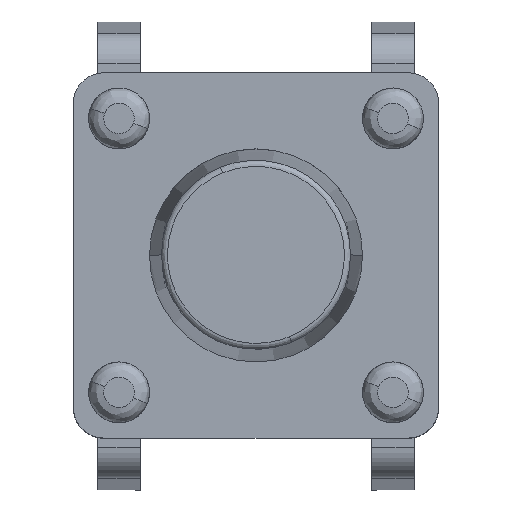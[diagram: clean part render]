
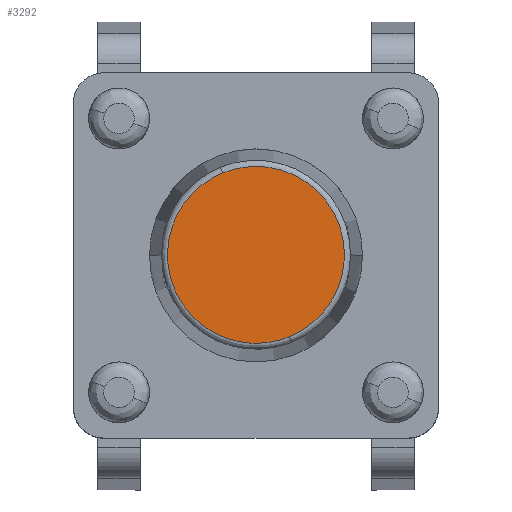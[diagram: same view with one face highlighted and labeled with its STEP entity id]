
A CAD part, top view. The second image highlights one B-rep face of the part: STEP entity #3292.
In plain terms, the highlighted planar face has unit normal (0, 0, 1).
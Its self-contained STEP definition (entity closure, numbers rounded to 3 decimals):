
#85 = CARTESIAN_POINT ( 'NONE',  ( -1.463, 0.08, 9.5 ) ) ;
#253 = CARTESIAN_POINT ( 'NONE',  ( 0.696, -1.275, 9.5 ) ) ;
#274 = EDGE_CURVE ( 'NONE', #3408, #2942, #3968, .T. ) ;
#474 = CARTESIAN_POINT ( 'NONE',  ( -1.293, 0.674, 9.5 ) ) ;
#532 = VERTEX_POINT ( 'NONE', #2025 ) ;
#562 = CARTESIAN_POINT ( 'NONE',  ( -0.448, -1.385, 9.5 ) ) ;
#649 = CARTESIAN_POINT ( 'NONE',  ( 0.547, -1.346, 9.5 ) ) ;
#702 = CARTESIAN_POINT ( 'NONE',  ( 0.547, -1.346, 9.5 ) ) ;
#727 = ORIENTED_EDGE ( 'NONE', *, *, #274, .F. ) ;
#878 = CARTESIAN_POINT ( 'NONE',  ( -1.163, 0.872, 9.5 ) ) ;
#958 = B_SPLINE_CURVE_WITH_KNOTS ( 'NONE', 3,
 ( #1612, #2769, #2795, #2071, #878, #2428, #474, #2038, #3102, #85, #4761, #2361, #3898, #4812, #3224, #1738, #3715, #4786, #3280, #1769, #3331, #562, #2950, #1324, #1710, #4460, #979, #4018, #1684, #3660, #4512 ),
 .UNSPECIFIED., .F., .F.,
 ( 4, 2, 2, 1, 2, 2, 2, 2, 2, 2, 1, 2, 2, 1, 2, 2, 4 ),
 ( 0., 0.12, 0.15, 0.18, 0.241, 0.361, 0.421, 0.481, 0.601, 0.632, 0.662, 0.722, 0.782, 0.842, 0.872, 0.902, 0.962 ),
 .UNSPECIFIED. ) ;
#979 = CARTESIAN_POINT ( 'NONE',  ( 0.212, -1.438, 9.5 ) ) ;
#1127 = CARTESIAN_POINT ( 'NONE',  ( -0.547, 1.346, 9.5 ) ) ;
#1244 =( BOUNDED_CURVE ( )  B_SPLINE_CURVE ( 3, ( #3051, #3870, #4610, #1127 ),
 .UNSPECIFIED., .F., .T. ) 
 B_SPLINE_CURVE_WITH_KNOTS ( ( 4, 4 ),
 ( 0., 0.036 ),
 .UNSPECIFIED. ) 
 CURVE ( )  GEOMETRIC_REPRESENTATION_ITEM ( )  RATIONAL_B_SPLINE_CURVE ( ( 1., 0.999, 0.999, 1. ) ) 
 REPRESENTATION_ITEM ( '' )  );
#1297 = CARTESIAN_POINT ( 'NONE',  ( -0.547, 1.346, 9.5 ) ) ;
#1324 = CARTESIAN_POINT ( 'NONE',  ( -0.168, -1.446, 9.5 ) ) ;
#1417 = AXIS2_PLACEMENT_3D ( 'NONE', #3811, #4966, #4849 ) ;
#1612 = CARTESIAN_POINT ( 'NONE',  ( -0.696, 1.275, 9.5 ) ) ;
#1684 = CARTESIAN_POINT ( 'NONE',  ( 0.382, -1.404, 9.5 ) ) ;
#1710 = CARTESIAN_POINT ( 'NONE',  ( -0.027, -1.458, 9.5 ) ) ;
#1738 = CARTESIAN_POINT ( 'NONE',  ( -1.133, -0.926, 9.5 ) ) ;
#1769 = CARTESIAN_POINT ( 'NONE',  ( -0.751, -1.25, 9.5 ) ) ;
#2025 = CARTESIAN_POINT ( 'NONE',  ( -0.696, 1.275, 9.5 ) ) ;
#2038 = CARTESIAN_POINT ( 'NONE',  ( -1.35, 0.543, 9.5 ) ) ;
#2071 = CARTESIAN_POINT ( 'NONE',  ( -1.132, 0.911, 9.5 ) ) ;
#2105 = FACE_OUTER_BOUND ( 'NONE', #2767, .T. ) ;
#2193 = ORIENTED_EDGE ( 'NONE', *, *, #4695, .T. ) ;
#2296 = ORIENTED_EDGE ( 'NONE', *, *, #4879, .T. ) ;
#2361 = CARTESIAN_POINT ( 'NONE',  ( -1.426, -0.292, 9.5 ) ) ;
#2365 = EDGE_CURVE ( 'NONE', #532, #3408, #1244, .T. ) ;
#2428 = CARTESIAN_POINT ( 'NONE',  ( -1.218, 0.794, 9.5 ) ) ;
#2522 = CARTESIAN_POINT ( 'NONE',  ( 0.696, -1.275, 9.5 ) ) ;
#2665 = CARTESIAN_POINT ( 'NONE',  ( 0.647, -1.301, 9.5 ) ) ;
#2767 = EDGE_LOOP ( 'NONE', ( #4704, #2296, #2193, #727 ) ) ;
#2769 = CARTESIAN_POINT ( 'NONE',  ( -0.852, 1.19, 9.5 ) ) ;
#2795 = CARTESIAN_POINT ( 'NONE',  ( -0.988, 1.08, 9.5 ) ) ;
#2858 = CARTESIAN_POINT ( 'NONE',  ( 2.981, -0.027, 9.5 ) ) ;
#2876 = PLANE ( 'NONE',  #1417 ) ;
#2934 = VERTEX_POINT ( 'NONE', #649 ) ;
#2942 = VERTEX_POINT ( 'NONE', #253 ) ;
#2950 = CARTESIAN_POINT ( 'NONE',  ( -0.355, -1.412, 9.5 ) ) ;
#3051 = CARTESIAN_POINT ( 'NONE',  ( -0.696, 1.275, 9.5 ) ) ;
#3082 = CARTESIAN_POINT ( 'NONE',  ( 0.696, -1.275, 9.5 ) ) ;
#3102 = CARTESIAN_POINT ( 'NONE',  ( -1.44, 0.269, 9.5 ) ) ;
#3224 = CARTESIAN_POINT ( 'NONE',  ( -1.237, -0.782, 9.5 ) ) ;
#3240 = CARTESIAN_POINT ( 'NONE',  ( -0.547, 1.346, 9.5 ) ) ;
#3280 = CARTESIAN_POINT ( 'NONE',  ( -0.867, -1.166, 9.5 ) ) ;
#3292 = ADVANCED_FACE ( 'Body.6', ( #2105 ), #2876, .T. ) ;
#3331 = CARTESIAN_POINT ( 'NONE',  ( -0.625, -1.315, 9.5 ) ) ;
#3408 = VERTEX_POINT ( 'NONE', #1297 ) ;
#3547 = B_SPLINE_CURVE_WITH_KNOTS ( 'NONE', 3,
 ( #702, #4594, #2665, #3082 ),
 .UNSPECIFIED., .F., .F.,
 ( 4, 4 ),
 ( 0.962, 1. ),
 .UNSPECIFIED. ) ;
#3621 = CARTESIAN_POINT ( 'NONE',  ( 1.865, 2.326, 9.5 ) ) ;
#3660 = CARTESIAN_POINT ( 'NONE',  ( 0.466, -1.379, 9.5 ) ) ;
#3715 = CARTESIAN_POINT ( 'NONE',  ( -0.975, -1.078, 9.5 ) ) ;
#3811 = CARTESIAN_POINT ( 'NONE',  ( 0., 0., 9.5 ) ) ;
#3870 = CARTESIAN_POINT ( 'NONE',  ( -0.648, 1.301, 9.5 ) ) ;
#3898 = CARTESIAN_POINT ( 'NONE',  ( -1.381, -0.461, 9.5 ) ) ;
#3968 =( BOUNDED_CURVE ( )  B_SPLINE_CURVE ( 3, ( #3240, #3621, #2858, #2522 ),
 .UNSPECIFIED., .F., .T. ) 
 B_SPLINE_CURVE_WITH_KNOTS ( ( 4, 4 ),
 ( 0.036, 1. ),
 .UNSPECIFIED. ) 
 CURVE ( )  GEOMETRIC_REPRESENTATION_ITEM ( )  RATIONAL_B_SPLINE_CURVE ( ( 1., 0.371, 0.371, 1. ) ) 
 REPRESENTATION_ITEM ( '' )  );
#4018 = CARTESIAN_POINT ( 'NONE',  ( 0.253, -1.431, 9.5 ) ) ;
#4460 = CARTESIAN_POINT ( 'NONE',  ( 0.117, -1.449, 9.5 ) ) ;
#4512 = CARTESIAN_POINT ( 'NONE',  ( 0.547, -1.346, 9.5 ) ) ;
#4594 = CARTESIAN_POINT ( 'NONE',  ( 0.598, -1.325, 9.5 ) ) ;
#4610 = CARTESIAN_POINT ( 'NONE',  ( -0.598, 1.325, 9.5 ) ) ;
#4695 = EDGE_CURVE ( 'NONE', #2934, #2942, #3547, .T. ) ;
#4704 = ORIENTED_EDGE ( 'NONE', *, *, #2365, .F. ) ;
#4761 = CARTESIAN_POINT ( 'NONE',  ( -1.441, -0.206, 9.5 ) ) ;
#4786 = CARTESIAN_POINT ( 'NONE',  ( -0.942, -1.107, 9.5 ) ) ;
#4812 = CARTESIAN_POINT ( 'NONE',  ( -1.35, -0.543, 9.5 ) ) ;
#4849 = DIRECTION ( 'NONE',  ( 1., 0., 0. ) ) ;
#4879 = EDGE_CURVE ( 'NONE', #532, #2934, #958, .T. ) ;
#4966 = DIRECTION ( 'NONE',  ( 0., 0., 1. ) ) ;
